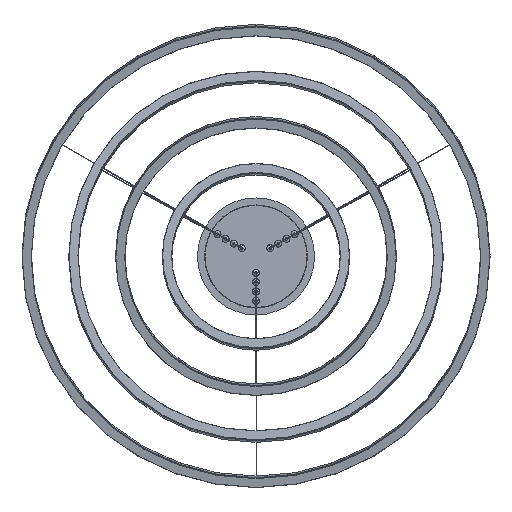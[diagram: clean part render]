
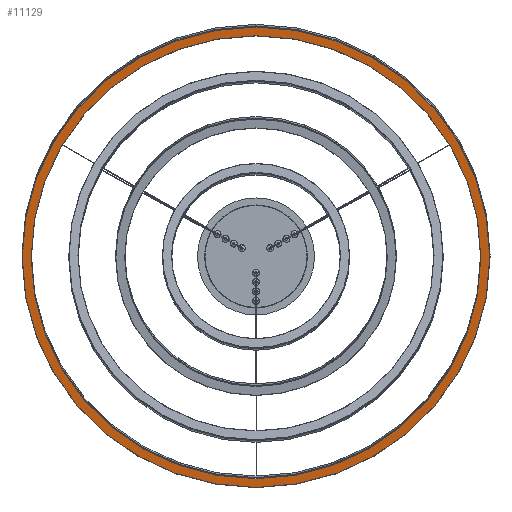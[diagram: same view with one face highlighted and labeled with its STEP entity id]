
A CAD part, front view. The second image highlights one B-rep face of the part: STEP entity #11129.
In plain terms, the highlighted face is planar.
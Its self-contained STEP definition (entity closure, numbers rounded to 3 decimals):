
#10944=CARTESIAN_POINT('',(0.,0.,0.));
#10945=DIRECTION('',(0.,-1.,0.));
#10946=DIRECTION('',(-1.,0.,0.));
#10947=AXIS2_PLACEMENT_3D('',#10944,#10945,#10946);
#10949=CARTESIAN_POINT('',(0.,0.,0.));
#10950=DIRECTION('',(0.,-1.,0.));
#10951=DIRECTION('',(1.,0.,0.));
#10952=AXIS2_PLACEMENT_3D('',#10949,#10950,#10951);
#10954=CARTESIAN_POINT('',(0.,0.,0.));
#10955=DIRECTION('',(0.,1.,0.));
#10956=DIRECTION('',(1.,0.,0.));
#10957=AXIS2_PLACEMENT_3D('',#10954,#10955,#10956);
#10959=CARTESIAN_POINT('',(0.,0.,0.));
#10960=DIRECTION('',(0.,1.,0.));
#10961=DIRECTION('',(-1.,0.,0.));
#10962=AXIS2_PLACEMENT_3D('',#10959,#10960,#10961);
#11096=CARTESIAN_POINT('',(-499.5,0.,0.));
#11097=CARTESIAN_POINT('',(499.5,0.,0.));
#11098=VERTEX_POINT('',#11096);
#11099=VERTEX_POINT('',#11097);
#11104=CARTESIAN_POINT('',(480.5,0.,0.));
#11105=CARTESIAN_POINT('',(-480.5,0.,0.));
#11106=VERTEX_POINT('',#11104);
#11107=VERTEX_POINT('',#11105);
#11112=CARTESIAN_POINT('',(0.,0.,0.));
#11113=DIRECTION('',(0.,1.,0.));
#11114=DIRECTION('',(1.,0.,0.));
#11115=AXIS2_PLACEMENT_3D('',#11112,#11113,#11114);
#11116=PLANE('',#11115);
#11118=ORIENTED_EDGE('',*,*,#11117,.F.);
#11120=ORIENTED_EDGE('',*,*,#11119,.F.);
#11121=EDGE_LOOP('',(#11118,#11120));
#11122=FACE_OUTER_BOUND('',#11121,.F.);
#11124=ORIENTED_EDGE('',*,*,#11123,.F.);
#11126=ORIENTED_EDGE('',*,*,#11125,.F.);
#11127=EDGE_LOOP('',(#11124,#11126));
#11128=FACE_BOUND('',#11127,.F.);
#11129=ADVANCED_FACE('',(#11122,#11128),#11116,.F.);
#10948=CIRCLE('',#10947,499.5);
#10953=CIRCLE('',#10952,499.5);
#10958=CIRCLE('',#10957,480.5);
#10963=CIRCLE('',#10962,480.5);
#11117=EDGE_CURVE('',#11098,#11099,#10948,.T.);
#11119=EDGE_CURVE('',#11099,#11098,#10953,.T.);
#11123=EDGE_CURVE('',#11106,#11107,#10958,.T.);
#11125=EDGE_CURVE('',#11107,#11106,#10963,.T.);
